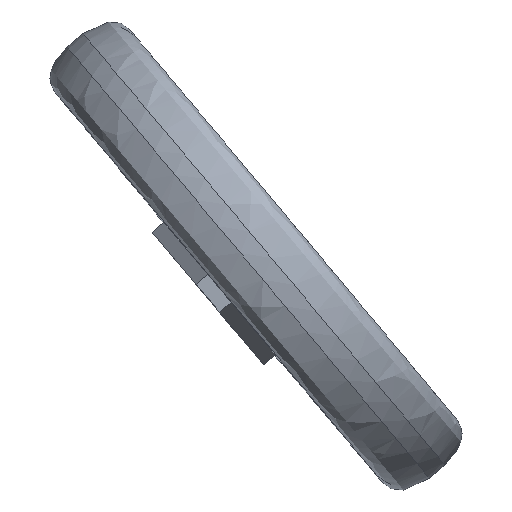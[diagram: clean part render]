
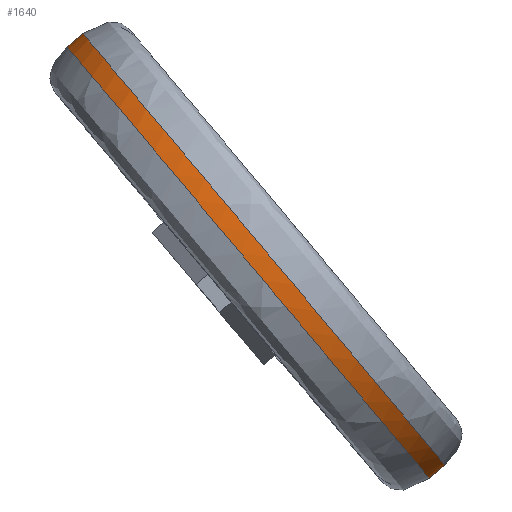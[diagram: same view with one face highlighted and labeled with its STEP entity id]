
A CAD part, top view. The second image highlights one B-rep face of the part: STEP entity #1640.
In plain terms, the highlighted cylindrical face has radius 11 mm (diameter 22 mm), a partial arc.
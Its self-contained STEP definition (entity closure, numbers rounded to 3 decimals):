
#28 = CARTESIAN_POINT ( 'NONE',  ( -71.545, 40.999, 74.212 ) ) ;
#41 = CARTESIAN_POINT ( 'NONE',  ( -79.452, 50.421, 73.396 ) ) ;
#123 = CARTESIAN_POINT ( 'NONE',  ( -66.274, 38.295, 64.6 ) ) ;
#131 = EDGE_CURVE ( 'NONE', #1669, #995, #1111, .T. ) ;
#143 = EDGE_LOOP ( 'NONE', ( #730, #1441, #261, #485 ) ) ;
#175 = CARTESIAN_POINT ( 'NONE',  ( -81.564, 54.184, 64.6 ) ) ;
#214 = CARTESIAN_POINT ( 'NONE',  ( -68.036, 36.816, 66.04 ) ) ;
#225 = CARTESIAN_POINT ( 'NONE',  ( -74.181, 44.14, 75.6 ) ) ;
#256 = CYLINDRICAL_SURFACE ( 'NONE', #2009, 11. ) ;
#261 = ORIENTED_EDGE ( 'NONE', *, *, #446, .T. ) ;
#273 = CARTESIAN_POINT ( 'NONE',  ( -78.055, 50.001, 74.212 ) ) ;
#333 = B_SPLINE_CURVE_WITH_KNOTS ( 'NONE', 3,
 ( #1958, #543, #750, #896, #553, #41, #1268, #1247, #1232, #225, #1058, #28, #1420, #1410, #366, #1771, #214, #915 ),
 .UNSPECIFIED., .F., .F.,
 ( 4, 2, 2, 2, 2, 2, 2, 2, 4 ),
 ( 0.162, 0.247, 0.331, 0.416, 0.5, 0.584, 0.669, 0.753, 0.838 ),
 .UNSPECIFIED. ) ;
#366 = CARTESIAN_POINT ( 'NONE',  ( -68.928, 37.88, 70.14 ) ) ;
#434 = CARTESIAN_POINT ( 'NONE',  ( -67.607, 37.55, 67.479 ) ) ;
#444 = CARTESIAN_POINT ( 'NONE',  ( -67.423, 37.331, 64.6 ) ) ;
#446 = EDGE_CURVE ( 'NONE', #979, #1328, #333, .T. ) ;
#449 = CARTESIAN_POINT ( 'NONE',  ( -68.315, 38.394, 70.14 ) ) ;
#454 = LINE ( 'NONE', #2157, #1801 ) ;
#472 = EDGE_CURVE ( 'NONE', #995, #979, #454, .T. ) ;
#485 = ORIENTED_EDGE ( 'NONE', *, *, #556, .F. ) ;
#543 = CARTESIAN_POINT ( 'NONE',  ( -82.177, 53.669, 66.04 ) ) ;
#553 = CARTESIAN_POINT ( 'NONE',  ( -80.761, 51.981, 71.36 ) ) ;
#556 = EDGE_CURVE ( 'NONE', #1669, #1328, #1465, .T. ) ;
#589 = CARTESIAN_POINT ( 'NONE',  ( -80.148, 52.495, 71.36 ) ) ;
#606 = CARTESIAN_POINT ( 'NONE',  ( -70.933, 41.513, 74.212 ) ) ;
#610 = CARTESIAN_POINT ( 'NONE',  ( -72.643, 43.551, 75.314 ) ) ;
#618 = CARTESIAN_POINT ( 'NONE',  ( -80.672, 53.12, 70.14 ) ) ;
#667 = CARTESIAN_POINT ( 'NONE',  ( -82.177, 53.669, 64.6 ) ) ;
#730 = ORIENTED_EDGE ( 'NONE', *, *, #131, .T. ) ;
#750 = CARTESIAN_POINT ( 'NONE',  ( -81.993, 53.45, 67.479 ) ) ;
#896 = CARTESIAN_POINT ( 'NONE',  ( -81.285, 52.606, 70.14 ) ) ;
#906 = DIRECTION ( 'NONE',  ( -0.766, -0.643, 0. ) ) ;
#915 = CARTESIAN_POINT ( 'NONE',  ( -68.036, 36.816, 64.6 ) ) ;
#937 = CARTESIAN_POINT ( 'NONE',  ( -81.564, 54.184, 66.04 ) ) ;
#960 = CARTESIAN_POINT ( 'NONE',  ( -73.568, 44.654, 75.6 ) ) ;
#979 = VERTEX_POINT ( 'NONE', #667 ) ;
#992 = VECTOR ( 'NONE', #1333, 1000. ) ;
#995 = VERTEX_POINT ( 'NONE', #175 ) ;
#1007 = CARTESIAN_POINT ( 'NONE',  ( -81.564, 54.184, 64.6 ) ) ;
#1058 = CARTESIAN_POINT ( 'NONE',  ( -73.256, 43.037, 75.314 ) ) ;
#1111 = B_SPLINE_CURVE_WITH_KNOTS ( 'NONE', 3,
 ( #444, #1318, #434, #449, #1117, #1663, #606, #610, #960, #1123, #1308, #273, #1487, #589, #618, #1129, #937, #1007 ),
 .UNSPECIFIED., .F., .F.,
 ( 4, 2, 2, 2, 2, 2, 2, 2, 4 ),
 ( 0.162, 0.247, 0.331, 0.416, 0.5, 0.584, 0.669, 0.753, 0.838 ),
 .UNSPECIFIED. ) ;
#1117 = CARTESIAN_POINT ( 'NONE',  ( -68.839, 39.019, 71.36 ) ) ;
#1123 = CARTESIAN_POINT ( 'NONE',  ( -75.419, 46.86, 75.6 ) ) ;
#1129 = CARTESIAN_POINT ( 'NONE',  ( -81.38, 53.964, 67.479 ) ) ;
#1232 = CARTESIAN_POINT ( 'NONE',  ( -76.032, 46.346, 75.6 ) ) ;
#1247 = CARTESIAN_POINT ( 'NONE',  ( -76.957, 47.449, 75.314 ) ) ;
#1268 = CARTESIAN_POINT ( 'NONE',  ( -78.667, 49.487, 74.212 ) ) ;
#1308 = CARTESIAN_POINT ( 'NONE',  ( -76.344, 47.963, 75.314 ) ) ;
#1318 = CARTESIAN_POINT ( 'NONE',  ( -67.423, 37.331, 66.04 ) ) ;
#1328 = VERTEX_POINT ( 'NONE', #1706 ) ;
#1333 = DIRECTION ( 'NONE',  ( -0.766, -0.643, 0. ) ) ;
#1410 = CARTESIAN_POINT ( 'NONE',  ( -69.452, 38.505, 71.36 ) ) ;
#1420 = CARTESIAN_POINT ( 'NONE',  ( -70.761, 40.064, 73.396 ) ) ;
#1441 = ORIENTED_EDGE ( 'NONE', *, *, #472, .T. ) ;
#1465 = LINE ( 'NONE', #123, #992 ) ;
#1487 = CARTESIAN_POINT ( 'NONE',  ( -78.839, 50.936, 73.396 ) ) ;
#1640 = ADVANCED_FACE ( 'NONE', ( #1937 ), #256, .T. ) ;
#1663 = CARTESIAN_POINT ( 'NONE',  ( -70.148, 40.579, 73.396 ) ) ;
#1669 = VERTEX_POINT ( 'NONE', #1822 ) ;
#1706 = CARTESIAN_POINT ( 'NONE',  ( -68.036, 36.816, 64.6 ) ) ;
#1766 = CARTESIAN_POINT ( 'NONE',  ( -73.345, 46.721, 64.6 ) ) ;
#1771 = CARTESIAN_POINT ( 'NONE',  ( -68.22, 37.036, 67.479 ) ) ;
#1801 = VECTOR ( 'NONE', #906, 1000. ) ;
#1822 = CARTESIAN_POINT ( 'NONE',  ( -67.423, 37.331, 64.6 ) ) ;
#1937 = FACE_OUTER_BOUND ( 'NONE', #143, .T. ) ;
#1958 = CARTESIAN_POINT ( 'NONE',  ( -82.177, 53.669, 64.6 ) ) ;
#2009 = AXIS2_PLACEMENT_3D ( 'NONE', #1766, #2093, #2124 ) ;
#2093 = DIRECTION ( 'NONE',  ( -0.766, -0.643, 0. ) ) ;
#2124 = DIRECTION ( 'NONE',  ( 0.643, -0.766, 0. ) ) ;
#2157 = CARTESIAN_POINT ( 'NONE',  ( -80.415, 55.148, 64.6 ) ) ;
